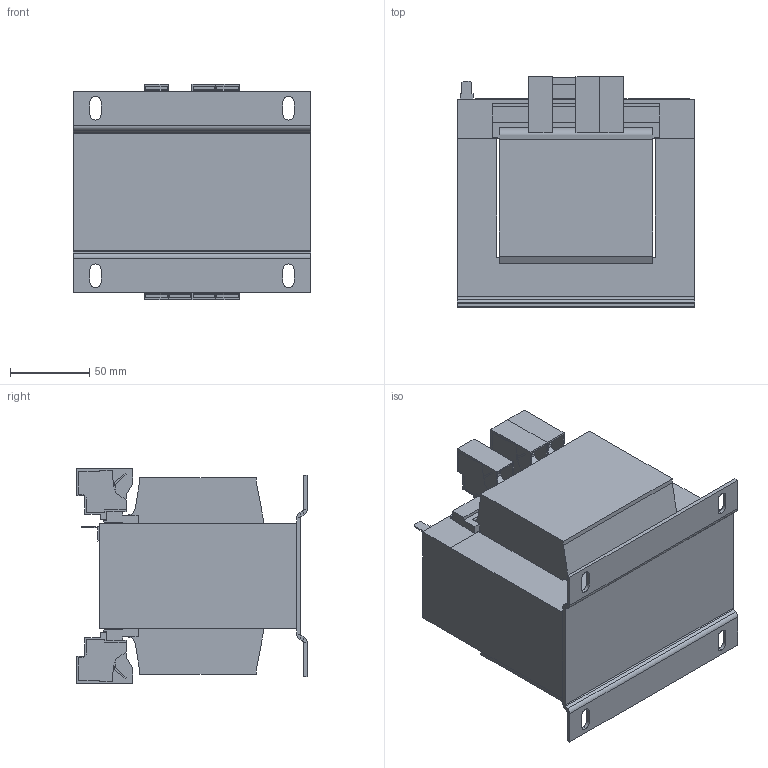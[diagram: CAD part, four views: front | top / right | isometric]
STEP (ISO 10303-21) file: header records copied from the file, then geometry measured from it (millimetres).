
FILE_DESCRIPTION (( 'STEP AP214' ), '1' );
FILE_NAME ('181864.STEP', '2023-07-07T10:40:17', ( '' ), ( '' ), 'SwSTEP 2.0', 'SolidWorks 2018', '' );
FILE_SCHEMA (( 'AUTOMOTIVE_DESIGN' ));
Length unit declared in the file: millimetre
Products named in the file (1): 181864
Bounding box: 150 x 145.57 x 135.9 mm (x, y, z)
Volume: 1815738.9 mm3; surface area: 185327.3 mm2
Topology: 1 solids, 1 shells, 533 faces, 1585 edges, 1054 vertices
Faces by surface type: plane 455, cylinder 78
Entity records: 17717 total; most frequent: CARTESIAN_POINT 3173, ORIENTED_EDGE 3170, DIRECTION 2809, EDGE_CURVE 1585, LINE 1429, VECTOR 1429, VERTEX_POINT 1054, AXIS2_PLACEMENT_3D 690
